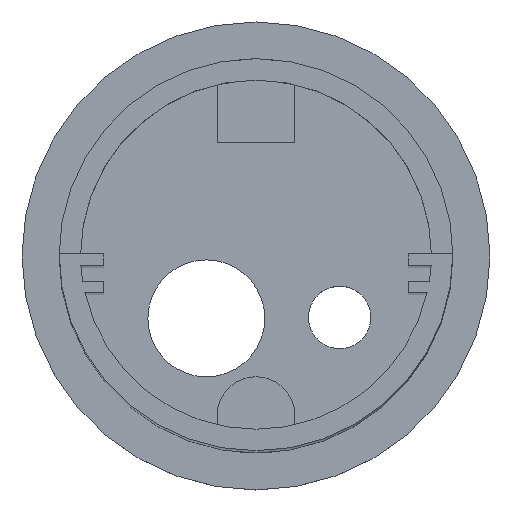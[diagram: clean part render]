
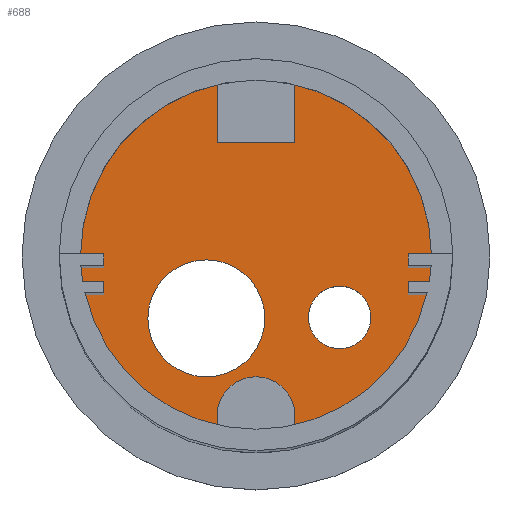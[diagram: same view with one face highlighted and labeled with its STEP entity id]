
A CAD part, top view. The second image highlights one B-rep face of the part: STEP entity #688.
In plain terms, the highlighted planar face has unit normal (0, 0, 1).
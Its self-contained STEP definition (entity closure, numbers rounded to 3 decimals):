
#60=CARTESIAN_POINT('Vertex',(-5.,21.937,0.)) ;
#65=CARTESIAN_POINT('Line Origine',(-5.,18.219,0.)) ;
#69=CARTESIAN_POINT('Vertex',(-5.,14.5,0.)) ;
#96=CARTESIAN_POINT('Line Origine',(0.,14.5,0.)) ;
#100=CARTESIAN_POINT('Vertex',(5.,14.5,0.)) ;
#151=CARTESIAN_POINT('Line Origine',(5.,18.219,0.)) ;
#155=CARTESIAN_POINT('Vertex',(5.,21.937,0.)) ;
#183=CARTESIAN_POINT('Vertex',(5.,-21.937,0.)) ;
#186=CARTESIAN_POINT('Line Origine',(5.,-21.219,0.)) ;
#190=CARTESIAN_POINT('Vertex',(5.,-20.5,0.)) ;
#217=CARTESIAN_POINT('Axis2P3D Location',(0.,-20.5,0.)) ;
#221=CARTESIAN_POINT('Vertex',(0.,-15.5,0.)) ;
#248=CARTESIAN_POINT('Axis2P3D Location',(0.,-20.5,0.)) ;
#252=CARTESIAN_POINT('Vertex',(-5.,-20.5,0.)) ;
#287=CARTESIAN_POINT('Line Origine',(-5.,-21.219,0.)) ;
#291=CARTESIAN_POINT('Vertex',(-5.,-21.937,0.)) ;
#311=CARTESIAN_POINT('Line Origine',(-20.975,-1.5,0.)) ;
#315=CARTESIAN_POINT('Vertex',(-22.45,-1.5,0.)) ;
#317=CARTESIAN_POINT('Vertex',(-19.5,-1.5,0.)) ;
#362=CARTESIAN_POINT('Vertex',(-22.226,-3.5,0.)) ;
#365=CARTESIAN_POINT('Axis2P3D Location',(0.,0.,0.)) ;
#506=CARTESIAN_POINT('Vertex',(-19.5,0.,0.)) ;
#509=CARTESIAN_POINT('Line Origine',(-19.5,-0.75,0.)) ;
#521=CARTESIAN_POINT('Axis2P3D Location',(0.,0.,0.)) ;
#526=CARTESIAN_POINT('Axis2P3D Location',(0.,0.,0.)) ;
#530=CARTESIAN_POINT('Vertex',(21.937,-5.,0.)) ;
#533=CARTESIAN_POINT('Line Origine',(20.719,-5.,0.)) ;
#537=CARTESIAN_POINT('Vertex',(19.5,-5.,0.)) ;
#540=CARTESIAN_POINT('Line Origine',(19.5,-4.25,0.)) ;
#544=CARTESIAN_POINT('Vertex',(19.5,-3.5,0.)) ;
#547=CARTESIAN_POINT('Line Origine',(20.863,-3.5,0.)) ;
#551=CARTESIAN_POINT('Vertex',(22.226,-3.5,0.)) ;
#554=CARTESIAN_POINT('Axis2P3D Location',(0.,0.,0.)) ;
#558=CARTESIAN_POINT('Vertex',(22.45,-1.5,0.)) ;
#561=CARTESIAN_POINT('Line Origine',(20.975,-1.5,0.)) ;
#565=CARTESIAN_POINT('Vertex',(19.5,-1.5,0.)) ;
#568=CARTESIAN_POINT('Line Origine',(19.5,-0.75,0.)) ;
#572=CARTESIAN_POINT('Vertex',(19.5,0.,0.)) ;
#575=CARTESIAN_POINT('Line Origine',(21.,0.,0.)) ;
#579=CARTESIAN_POINT('Vertex',(22.5,0.,0.)) ;
#582=CARTESIAN_POINT('Axis2P3D Location',(0.,0.,0.)) ;
#587=CARTESIAN_POINT('Axis2P3D Location',(0.,0.,0.)) ;
#591=CARTESIAN_POINT('Vertex',(-22.5,0.,0.)) ;
#594=CARTESIAN_POINT('Line Origine',(-21.,0.,0.)) ;
#599=CARTESIAN_POINT('Line Origine',(-20.863,-3.5,0.)) ;
#603=CARTESIAN_POINT('Vertex',(-19.5,-3.5,0.)) ;
#606=CARTESIAN_POINT('Line Origine',(-19.5,-4.25,0.)) ;
#610=CARTESIAN_POINT('Vertex',(-19.5,-5.,0.)) ;
#613=CARTESIAN_POINT('Line Origine',(-20.719,-5.,0.)) ;
#617=CARTESIAN_POINT('Vertex',(-21.937,-5.,0.)) ;
#620=CARTESIAN_POINT('Axis2P3D Location',(0.,0.,0.)) ;
#652=CARTESIAN_POINT('Axis2P3D Location',(-6.366,-7.998,0.)) ;
#656=CARTESIAN_POINT('Vertex',(1.134,-7.998,0.)) ;
#658=CARTESIAN_POINT('Vertex',(-13.866,-7.998,0.)) ;
#661=CARTESIAN_POINT('Axis2P3D Location',(-6.366,-7.998,0.)) ;
#670=CARTESIAN_POINT('Axis2P3D Location',(10.722,-7.88,0.)) ;
#674=CARTESIAN_POINT('Vertex',(14.722,-7.88,0.)) ;
#676=CARTESIAN_POINT('Vertex',(6.722,-7.88,0.)) ;
#679=CARTESIAN_POINT('Axis2P3D Location',(10.722,-7.88,0.)) ;
#66=DIRECTION('Vector Direction',(0.,-1.,0.)) ;
#97=DIRECTION('Vector Direction',(-1.,0.,0.)) ;
#152=DIRECTION('Vector Direction',(0.,1.,0.)) ;
#187=DIRECTION('Vector Direction',(0.,1.,0.)) ;
#218=DIRECTION('Axis2P3D Direction',(0.,-0.,1.)) ;
#249=DIRECTION('Axis2P3D Direction',(0.,0.,1.)) ;
#288=DIRECTION('Vector Direction',(0.,-1.,0.)) ;
#312=DIRECTION('Vector Direction',(1.,0.,0.)) ;
#366=DIRECTION('Axis2P3D Direction',(0.,0.,1.)) ;
#510=DIRECTION('Vector Direction',(0.,-1.,0.)) ;
#522=DIRECTION('Axis2P3D Direction',(0.,0.,1.)) ;
#523=DIRECTION('Axis2P3D XDirection',(1.,0.,0.)) ;
#527=DIRECTION('Axis2P3D Direction',(0.,0.,1.)) ;
#534=DIRECTION('Vector Direction',(1.,0.,0.)) ;
#541=DIRECTION('Vector Direction',(0.,-1.,0.)) ;
#548=DIRECTION('Vector Direction',(-1.,0.,0.)) ;
#555=DIRECTION('Axis2P3D Direction',(0.,0.,1.)) ;
#562=DIRECTION('Vector Direction',(1.,0.,0.)) ;
#569=DIRECTION('Vector Direction',(0.,-1.,0.)) ;
#576=DIRECTION('Vector Direction',(-1.,0.,0.)) ;
#583=DIRECTION('Axis2P3D Direction',(0.,0.,1.)) ;
#588=DIRECTION('Axis2P3D Direction',(0.,0.,1.)) ;
#595=DIRECTION('Vector Direction',(-1.,0.,0.)) ;
#600=DIRECTION('Vector Direction',(-1.,0.,0.)) ;
#607=DIRECTION('Vector Direction',(0.,-1.,0.)) ;
#614=DIRECTION('Vector Direction',(1.,0.,0.)) ;
#621=DIRECTION('Axis2P3D Direction',(0.,0.,1.)) ;
#653=DIRECTION('Axis2P3D Direction',(0.,0.,1.)) ;
#662=DIRECTION('Axis2P3D Direction',(0.,0.,1.)) ;
#671=DIRECTION('Axis2P3D Direction',(0.,0.,1.)) ;
#680=DIRECTION('Axis2P3D Direction',(0.,0.,1.)) ;
#219=AXIS2_PLACEMENT_3D('Circle Axis2P3D',#217,#218,$) ;
#250=AXIS2_PLACEMENT_3D('Circle Axis2P3D',#248,#249,$) ;
#367=AXIS2_PLACEMENT_3D('Circle Axis2P3D',#365,#366,$) ;
#524=AXIS2_PLACEMENT_3D('Plane Axis2P3D',#521,#522,#523) ;
#528=AXIS2_PLACEMENT_3D('Circle Axis2P3D',#526,#527,$) ;
#556=AXIS2_PLACEMENT_3D('Circle Axis2P3D',#554,#555,$) ;
#584=AXIS2_PLACEMENT_3D('Circle Axis2P3D',#582,#583,$) ;
#589=AXIS2_PLACEMENT_3D('Circle Axis2P3D',#587,#588,$) ;
#622=AXIS2_PLACEMENT_3D('Circle Axis2P3D',#620,#621,$) ;
#654=AXIS2_PLACEMENT_3D('Circle Axis2P3D',#652,#653,$) ;
#663=AXIS2_PLACEMENT_3D('Circle Axis2P3D',#661,#662,$) ;
#672=AXIS2_PLACEMENT_3D('Circle Axis2P3D',#670,#671,$) ;
#681=AXIS2_PLACEMENT_3D('Circle Axis2P3D',#679,#680,$) ;
#626=ORIENTED_EDGE('',*,*,#223,.F.) ;
#627=ORIENTED_EDGE('',*,*,#192,.F.) ;
#628=ORIENTED_EDGE('',*,*,#532,.T.) ;
#629=ORIENTED_EDGE('',*,*,#539,.F.) ;
#630=ORIENTED_EDGE('',*,*,#546,.F.) ;
#631=ORIENTED_EDGE('',*,*,#553,.F.) ;
#632=ORIENTED_EDGE('',*,*,#560,.T.) ;
#633=ORIENTED_EDGE('',*,*,#567,.F.) ;
#634=ORIENTED_EDGE('',*,*,#574,.F.) ;
#635=ORIENTED_EDGE('',*,*,#581,.F.) ;
#636=ORIENTED_EDGE('',*,*,#586,.T.) ;
#637=ORIENTED_EDGE('',*,*,#157,.F.) ;
#638=ORIENTED_EDGE('',*,*,#102,.F.) ;
#639=ORIENTED_EDGE('',*,*,#71,.F.) ;
#640=ORIENTED_EDGE('',*,*,#593,.T.) ;
#641=ORIENTED_EDGE('',*,*,#598,.F.) ;
#642=ORIENTED_EDGE('',*,*,#513,.T.) ;
#643=ORIENTED_EDGE('',*,*,#319,.F.) ;
#644=ORIENTED_EDGE('',*,*,#369,.T.) ;
#645=ORIENTED_EDGE('',*,*,#605,.F.) ;
#646=ORIENTED_EDGE('',*,*,#612,.T.) ;
#647=ORIENTED_EDGE('',*,*,#619,.F.) ;
#648=ORIENTED_EDGE('',*,*,#624,.T.) ;
#649=ORIENTED_EDGE('',*,*,#293,.F.) ;
#650=ORIENTED_EDGE('',*,*,#254,.F.) ;
#667=ORIENTED_EDGE('',*,*,#660,.F.) ;
#668=ORIENTED_EDGE('',*,*,#665,.F.) ;
#685=ORIENTED_EDGE('',*,*,#678,.F.) ;
#686=ORIENTED_EDGE('',*,*,#683,.F.) ;
#669=FACE_BOUND('',#666,.T.) ;
#687=FACE_BOUND('',#684,.T.) ;
#67=VECTOR('Line Direction',#66,1.) ;
#98=VECTOR('Line Direction',#97,1.) ;
#153=VECTOR('Line Direction',#152,1.) ;
#188=VECTOR('Line Direction',#187,1.) ;
#289=VECTOR('Line Direction',#288,1.) ;
#313=VECTOR('Line Direction',#312,1.) ;
#511=VECTOR('Line Direction',#510,1.) ;
#535=VECTOR('Line Direction',#534,1.) ;
#542=VECTOR('Line Direction',#541,1.) ;
#549=VECTOR('Line Direction',#548,1.) ;
#563=VECTOR('Line Direction',#562,1.) ;
#570=VECTOR('Line Direction',#569,1.) ;
#577=VECTOR('Line Direction',#576,1.) ;
#596=VECTOR('Line Direction',#595,1.) ;
#601=VECTOR('Line Direction',#600,1.) ;
#608=VECTOR('Line Direction',#607,1.) ;
#615=VECTOR('Line Direction',#614,1.) ;
#688=ADVANCED_FACE('PartBody',(#651,#669,#687),#525,.T.) ;
#220=CIRCLE('generated circle',#219,5.) ;
#251=CIRCLE('generated circle',#250,5.) ;
#368=CIRCLE('generated circle',#367,22.5) ;
#529=CIRCLE('generated circle',#528,22.5) ;
#557=CIRCLE('generated circle',#556,22.5) ;
#585=CIRCLE('generated circle',#584,22.5) ;
#590=CIRCLE('generated circle',#589,22.5) ;
#623=CIRCLE('generated circle',#622,22.5) ;
#655=CIRCLE('generated circle',#654,7.5) ;
#664=CIRCLE('generated circle',#663,7.5) ;
#673=CIRCLE('generated circle',#672,4.) ;
#682=CIRCLE('generated circle',#681,4.) ;
#71=EDGE_CURVE('',#61,#70,#68,.T.) ;
#102=EDGE_CURVE('',#70,#101,#99,.F.) ;
#157=EDGE_CURVE('',#101,#156,#154,.T.) ;
#192=EDGE_CURVE('',#184,#191,#189,.T.) ;
#223=EDGE_CURVE('',#191,#222,#220,.T.) ;
#254=EDGE_CURVE('',#222,#253,#251,.T.) ;
#293=EDGE_CURVE('',#253,#292,#290,.T.) ;
#319=EDGE_CURVE('',#316,#318,#314,.T.) ;
#369=EDGE_CURVE('',#316,#363,#368,.T.) ;
#513=EDGE_CURVE('',#507,#318,#512,.T.) ;
#532=EDGE_CURVE('',#184,#531,#529,.T.) ;
#539=EDGE_CURVE('',#538,#531,#536,.T.) ;
#546=EDGE_CURVE('',#545,#538,#543,.T.) ;
#553=EDGE_CURVE('',#552,#545,#550,.T.) ;
#560=EDGE_CURVE('',#552,#559,#557,.T.) ;
#567=EDGE_CURVE('',#566,#559,#564,.T.) ;
#574=EDGE_CURVE('',#573,#566,#571,.T.) ;
#581=EDGE_CURVE('',#580,#573,#578,.T.) ;
#586=EDGE_CURVE('',#580,#156,#585,.T.) ;
#593=EDGE_CURVE('',#61,#592,#590,.T.) ;
#598=EDGE_CURVE('',#507,#592,#597,.T.) ;
#605=EDGE_CURVE('',#604,#363,#602,.T.) ;
#612=EDGE_CURVE('',#604,#611,#609,.T.) ;
#619=EDGE_CURVE('',#618,#611,#616,.T.) ;
#624=EDGE_CURVE('',#618,#292,#623,.T.) ;
#660=EDGE_CURVE('',#657,#659,#655,.T.) ;
#665=EDGE_CURVE('',#659,#657,#664,.T.) ;
#678=EDGE_CURVE('',#675,#677,#673,.T.) ;
#683=EDGE_CURVE('',#677,#675,#682,.T.) ;
#625=EDGE_LOOP('',(#626,#627,#628,#629,#630,#631,#632,#633,#634,#635,#636,#637,#638,#639,#640,#641,#642,#643,#644,#645,#646,#647,#648,#649,#650)) ;
#666=EDGE_LOOP('',(#667,#668)) ;
#684=EDGE_LOOP('',(#685,#686)) ;
#651=FACE_OUTER_BOUND('',#625,.T.) ;
#68=LINE('Line',#65,#67) ;
#99=LINE('Line',#96,#98) ;
#154=LINE('Line',#151,#153) ;
#189=LINE('Line',#186,#188) ;
#290=LINE('Line',#287,#289) ;
#314=LINE('Line',#311,#313) ;
#512=LINE('Line',#509,#511) ;
#536=LINE('Line',#533,#535) ;
#543=LINE('Line',#540,#542) ;
#550=LINE('Line',#547,#549) ;
#564=LINE('Line',#561,#563) ;
#571=LINE('Line',#568,#570) ;
#578=LINE('Line',#575,#577) ;
#597=LINE('Line',#594,#596) ;
#602=LINE('Line',#599,#601) ;
#609=LINE('Line',#606,#608) ;
#616=LINE('Line',#613,#615) ;
#525=PLANE('',#524) ;
#61=VERTEX_POINT('',#60) ;
#70=VERTEX_POINT('',#69) ;
#101=VERTEX_POINT('',#100) ;
#156=VERTEX_POINT('',#155) ;
#184=VERTEX_POINT('',#183) ;
#191=VERTEX_POINT('',#190) ;
#222=VERTEX_POINT('',#221) ;
#253=VERTEX_POINT('',#252) ;
#292=VERTEX_POINT('',#291) ;
#316=VERTEX_POINT('',#315) ;
#318=VERTEX_POINT('',#317) ;
#363=VERTEX_POINT('',#362) ;
#507=VERTEX_POINT('',#506) ;
#531=VERTEX_POINT('',#530) ;
#538=VERTEX_POINT('',#537) ;
#545=VERTEX_POINT('',#544) ;
#552=VERTEX_POINT('',#551) ;
#559=VERTEX_POINT('',#558) ;
#566=VERTEX_POINT('',#565) ;
#573=VERTEX_POINT('',#572) ;
#580=VERTEX_POINT('',#579) ;
#592=VERTEX_POINT('',#591) ;
#604=VERTEX_POINT('',#603) ;
#611=VERTEX_POINT('',#610) ;
#618=VERTEX_POINT('',#617) ;
#657=VERTEX_POINT('',#656) ;
#659=VERTEX_POINT('',#658) ;
#675=VERTEX_POINT('',#674) ;
#677=VERTEX_POINT('',#676) ;
